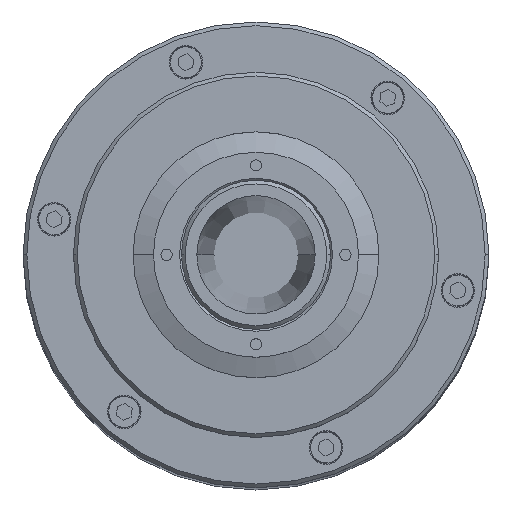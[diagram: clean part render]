
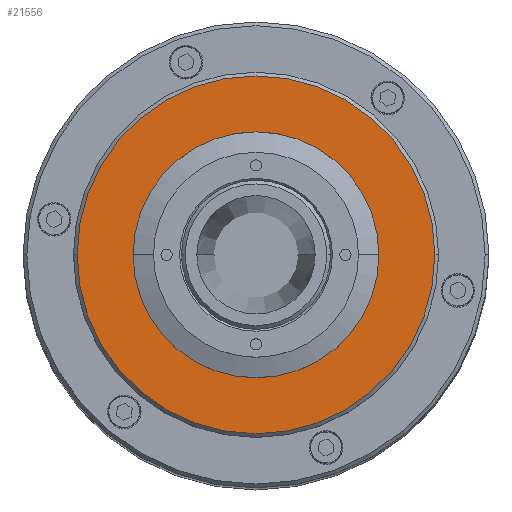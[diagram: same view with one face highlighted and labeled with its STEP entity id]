
A CAD part, top view. The second image highlights one B-rep face of the part: STEP entity #21556.
In plain terms, the highlighted planar face has unit normal (0, 0, 1).
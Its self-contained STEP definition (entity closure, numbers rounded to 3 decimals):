
#1059 = CARTESIAN_POINT ( 'NONE',  ( 0., 0., 0. ) ) ;
#2286 = CARTESIAN_POINT ( 'NONE',  ( 20., 0., 0. ) ) ;
#2387 = VERTEX_POINT ( 'NONE', #18970 ) ;
#3008 = EDGE_CURVE ( 'NONE', #2387, #4257, #11968, .T. ) ;
#3172 = EDGE_LOOP ( 'NONE', ( #8603, #20384 ) ) ;
#3293 = DIRECTION ( 'NONE',  ( 0., 0., -1. ) ) ;
#4228 = EDGE_CURVE ( 'NONE', #13093, #5562, #13585, .T. ) ;
#4257 = VERTEX_POINT ( 'NONE', #2286 ) ;
#4398 = DIRECTION ( 'NONE',  ( 0., 0., -1. ) ) ;
#4420 = DIRECTION ( 'NONE',  ( 0., 0., -1. ) ) ;
#4725 = PLANE ( 'NONE',  #8329 ) ;
#5562 = VERTEX_POINT ( 'NONE', #12580 ) ;
#5580 = AXIS2_PLACEMENT_3D ( 'NONE', #13780, #4398, #18826 ) ;
#6402 = EDGE_CURVE ( 'NONE', #5562, #13093, #23449, .T. ) ;
#6593 = DIRECTION ( 'NONE',  ( 0., 0., -1. ) ) ;
#7276 = DIRECTION ( 'NONE',  ( 1., 0., 0. ) ) ;
#7396 = FACE_BOUND ( 'NONE', #3172, .T. ) ;
#8166 = CARTESIAN_POINT ( 'NONE',  ( 0., 0., 0. ) ) ;
#8329 = AXIS2_PLACEMENT_3D ( 'NONE', #8398, #12165, #21435 ) ;
#8398 = CARTESIAN_POINT ( 'NONE',  ( 0., 20., 0. ) ) ;
#8603 = ORIENTED_EDGE ( 'NONE', *, *, #15158, .T. ) ;
#9649 = ORIENTED_EDGE ( 'NONE', *, *, #4228, .F. ) ;
#11767 = DIRECTION ( 'NONE',  ( -1., 0., 0. ) ) ;
#11968 = CIRCLE ( 'NONE', #22537, 20. ) ;
#12165 = DIRECTION ( 'NONE',  ( 0., 0., -1. ) ) ;
#12324 = AXIS2_PLACEMENT_3D ( 'NONE', #22046, #3293, #7276 ) ;
#12580 = CARTESIAN_POINT ( 'NONE',  ( -48., 0., 0. ) ) ;
#13093 = VERTEX_POINT ( 'NONE', #18224 ) ;
#13585 = CIRCLE ( 'NONE', #16169, 48. ) ;
#13780 = CARTESIAN_POINT ( 'NONE',  ( 0., 0., 0. ) ) ;
#15158 = EDGE_CURVE ( 'NONE', #4257, #2387, #18414, .T. ) ;
#15435 = ORIENTED_EDGE ( 'NONE', *, *, #6402, .F. ) ;
#16169 = AXIS2_PLACEMENT_3D ( 'NONE', #8166, #4420, #11767 ) ;
#16463 = FACE_OUTER_BOUND ( 'NONE', #23279, .T. ) ;
#18224 = CARTESIAN_POINT ( 'NONE',  ( 48., 0., 0. ) ) ;
#18414 = CIRCLE ( 'NONE', #12324, 20. ) ;
#18826 = DIRECTION ( 'NONE',  ( -1., 0., 0. ) ) ;
#18970 = CARTESIAN_POINT ( 'NONE',  ( -20., 0., 0. ) ) ;
#20384 = ORIENTED_EDGE ( 'NONE', *, *, #3008, .T. ) ;
#21435 = DIRECTION ( 'NONE',  ( -1., 0., 0. ) ) ;
#21556 = ADVANCED_FACE ( 'NONE', ( #7396, #16463 ), #4725, .F. ) ;
#21608 = DIRECTION ( 'NONE',  ( 1., 0., 0. ) ) ;
#22046 = CARTESIAN_POINT ( 'NONE',  ( 0., 0., 0. ) ) ;
#22537 = AXIS2_PLACEMENT_3D ( 'NONE', #1059, #6593, #21608 ) ;
#23279 = EDGE_LOOP ( 'NONE', ( #15435, #9649 ) ) ;
#23449 = CIRCLE ( 'NONE', #5580, 48. ) ;
